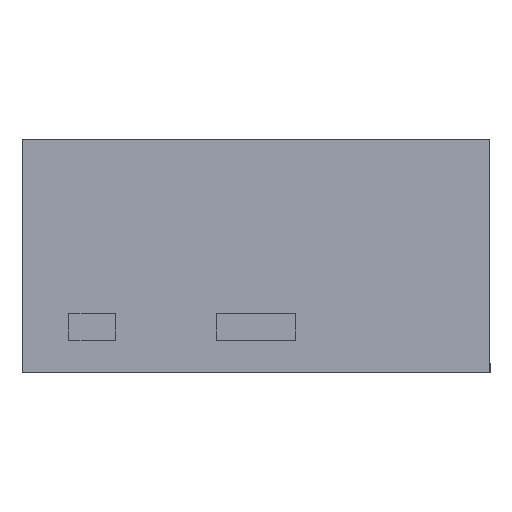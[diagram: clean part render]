
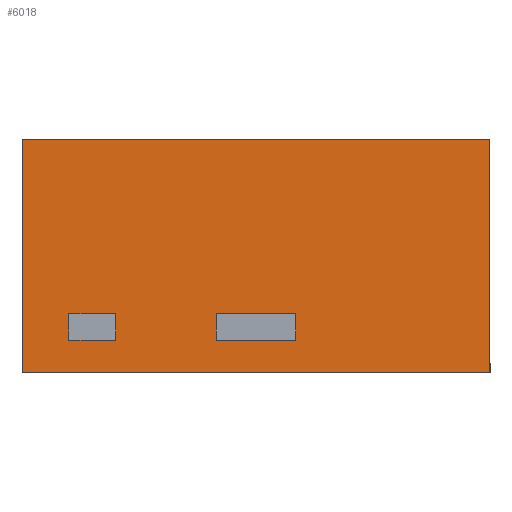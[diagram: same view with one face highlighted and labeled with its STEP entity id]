
A CAD part, left-side view. The second image highlights one B-rep face of the part: STEP entity #6018.
In plain terms, the highlighted planar face has unit normal (-1, 0, 0).
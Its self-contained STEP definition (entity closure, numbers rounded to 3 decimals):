
#809=ORIENTED_EDGE('',*,*,#2227,.T.);
#810=ORIENTED_EDGE('',*,*,#2228,.F.);
#811=ORIENTED_EDGE('',*,*,#2229,.F.);
#812=ORIENTED_EDGE('',*,*,#2230,.T.);
#813=ORIENTED_EDGE('',*,*,#2133,.F.);
#814=ORIENTED_EDGE('',*,*,#2205,.T.);
#815=ORIENTED_EDGE('',*,*,#2136,.F.);
#816=ORIENTED_EDGE('',*,*,#2067,.F.);
#817=ORIENTED_EDGE('',*,*,#2033,.F.);
#818=ORIENTED_EDGE('',*,*,#2019,.F.);
#819=ORIENTED_EDGE('',*,*,#2012,.T.);
#820=ORIENTED_EDGE('',*,*,#2015,.F.);
#2012=EDGE_CURVE('',#2816,#2815,#3456,.T.);
#2015=EDGE_CURVE('',#2817,#2815,#3459,.T.);
#2019=EDGE_CURVE('',#2816,#2820,#3463,.T.);
#2033=EDGE_CURVE('',#2820,#2817,#3477,.T.);
#2067=EDGE_CURVE('',#2858,#2859,#3505,.T.);
#2133=EDGE_CURVE('',#2910,#2858,#3567,.T.);
#2136=EDGE_CURVE('',#2859,#2912,#3570,.T.);
#2205=EDGE_CURVE('',#2910,#2912,#3639,.T.);
#2227=EDGE_CURVE('',#2961,#2962,#3661,.T.);
#2228=EDGE_CURVE('',#2963,#2962,#3662,.T.);
#2229=EDGE_CURVE('',#2964,#2963,#3663,.T.);
#2230=EDGE_CURVE('',#2964,#2961,#3664,.T.);
#2815=VERTEX_POINT('',#9627);
#2816=VERTEX_POINT('',#9629);
#2817=VERTEX_POINT('',#9633);
#2820=VERTEX_POINT('',#9640);
#2858=VERTEX_POINT('',#9739);
#2859=VERTEX_POINT('',#9741);
#2910=VERTEX_POINT('',#9871);
#2912=VERTEX_POINT('',#9876);
#2961=VERTEX_POINT('',#10055);
#2962=VERTEX_POINT('',#10056);
#2963=VERTEX_POINT('',#10058);
#2964=VERTEX_POINT('',#10060);
#3456=LINE('',#9628,#4300);
#3459=LINE('',#9635,#4303);
#3463=LINE('',#9642,#4307);
#3477=LINE('',#9670,#4321);
#3505=LINE('',#9740,#4349);
#3567=LINE('',#9872,#4411);
#3570=LINE('',#9878,#4414);
#3639=LINE('',#10011,#4483);
#3661=LINE('',#10054,#4505);
#3662=LINE('',#10057,#4506);
#3663=LINE('',#10059,#4507);
#3664=LINE('',#10061,#4508);
#4300=VECTOR('',#8051,1000.);
#4303=VECTOR('',#8056,1000.);
#4307=VECTOR('',#8062,1000.);
#4321=VECTOR('',#8084,1000.);
#4349=VECTOR('',#8140,1000.);
#4411=VECTOR('',#8238,1000.);
#4414=VECTOR('',#8243,1000.);
#4483=VECTOR('',#8372,1000.);
#4505=VECTOR('',#8408,1000.);
#4506=VECTOR('',#8409,1000.);
#4507=VECTOR('',#8410,1000.);
#4508=VECTOR('',#8411,1000.);
#5083=EDGE_LOOP('',(#809,#810,#811,#812));
#5084=EDGE_LOOP('',(#813,#814,#815,#816));
#5085=EDGE_LOOP('',(#817,#818,#819,#820));
#5409=FACE_BOUND('',#5083,.T.);
#5410=FACE_BOUND('',#5084,.T.);
#5411=FACE_BOUND('',#5085,.T.);
#5720=PLANE('',#7513);
#6018=ADVANCED_FACE('',(#5409,#5410,#5411),#5720,.F.);
#7513=AXIS2_PLACEMENT_3D('',#10053,#8406,#8407);
#8051=DIRECTION('',(0.,1.,0.));
#8056=DIRECTION('',(0.,0.,-1.));
#8062=DIRECTION('',(0.,0.,1.));
#8084=DIRECTION('',(0.,1.,0.));
#8140=DIRECTION('',(0.,-1.,0.));
#8238=DIRECTION('',(0.,0.,-1.));
#8243=DIRECTION('',(0.,0.,1.));
#8372=DIRECTION('',(0.,-1.,0.));
#8406=DIRECTION('',(1.,0.,0.));
#8407=DIRECTION('',(0.,0.,-1.));
#8408=DIRECTION('',(0.,-1.,0.));
#8409=DIRECTION('',(0.,0.,-1.));
#8410=DIRECTION('',(0.,-1.,0.));
#8411=DIRECTION('',(0.,0.,-1.));
#9627=CARTESIAN_POINT('',(0.,0.9,0.07));
#9628=CARTESIAN_POINT('',(0.,1.,0.07));
#9629=CARTESIAN_POINT('',(0.,0.8,0.07));
#9633=CARTESIAN_POINT('',(0.,0.9,0.127));
#9635=CARTESIAN_POINT('',(0.,0.9,0.5));
#9640=CARTESIAN_POINT('',(0.,0.8,0.127));
#9642=CARTESIAN_POINT('',(0.,0.8,0.5));
#9670=CARTESIAN_POINT('',(0.,1.,0.127));
#9739=CARTESIAN_POINT('',(0.,0.585,0.07));
#9740=CARTESIAN_POINT('',(0.,1.,0.07));
#9741=CARTESIAN_POINT('',(0.,0.415,0.07));
#9871=CARTESIAN_POINT('',(0.,0.585,0.127));
#9872=CARTESIAN_POINT('',(0.,0.585,0.5));
#9876=CARTESIAN_POINT('',(0.,0.415,0.127));
#9878=CARTESIAN_POINT('',(0.,0.415,0.5));
#10011=CARTESIAN_POINT('',(0.,1.,0.127));
#10053=CARTESIAN_POINT('',(0.,1.,0.5));
#10054=CARTESIAN_POINT('',(0.,1.,0.));
#10055=CARTESIAN_POINT('',(0.,1.,0.));
#10056=CARTESIAN_POINT('',(0.,0.,0.));
#10057=CARTESIAN_POINT('',(0.,0.,0.5));
#10058=CARTESIAN_POINT('',(0.,0.,0.5));
#10059=CARTESIAN_POINT('',(0.,1.,0.5));
#10060=CARTESIAN_POINT('',(0.,1.,0.5));
#10061=CARTESIAN_POINT('',(0.,1.,0.5));
